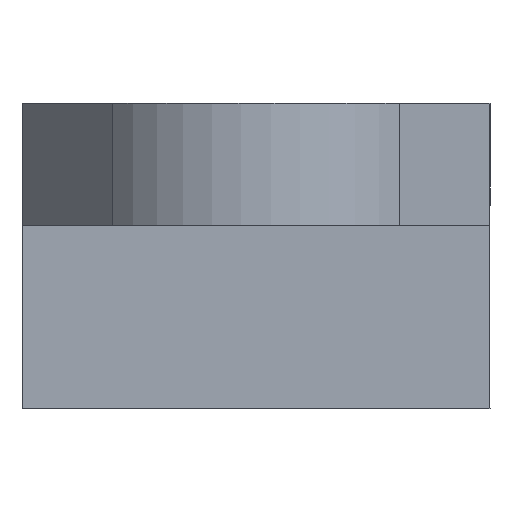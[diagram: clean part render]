
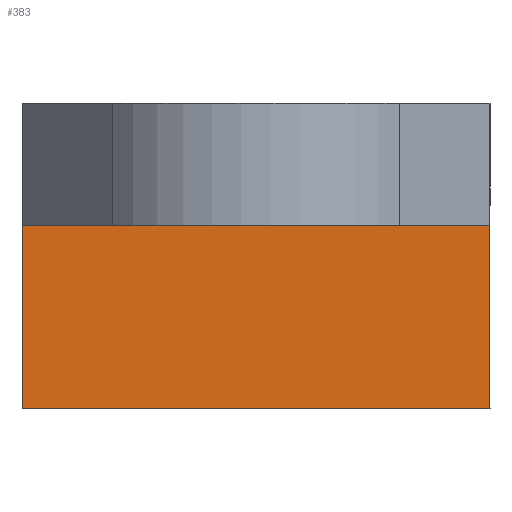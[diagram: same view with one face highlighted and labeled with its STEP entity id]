
A CAD part, front view. The second image highlights one B-rep face of the part: STEP entity #383.
In plain terms, the highlighted planar face has unit normal (0, -1, 0).
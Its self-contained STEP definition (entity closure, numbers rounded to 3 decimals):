
#37=ORIENTED_EDGE('',*,*,#149,.T.);
#38=ORIENTED_EDGE('',*,*,#150,.T.);
#39=ORIENTED_EDGE('',*,*,#151,.T.);
#40=ORIENTED_EDGE('',*,*,#152,.F.);
#149=EDGE_CURVE('',#205,#206,#241,.T.);
#150=EDGE_CURVE('',#206,#207,#242,.T.);
#151=EDGE_CURVE('',#207,#208,#243,.T.);
#152=EDGE_CURVE('',#205,#208,#244,.T.);
#205=VERTEX_POINT('',#562);
#206=VERTEX_POINT('',#563);
#207=VERTEX_POINT('',#565);
#208=VERTEX_POINT('',#567);
#241=LINE('',#561,#278);
#242=LINE('',#564,#279);
#243=LINE('',#566,#280);
#244=LINE('',#568,#281);
#278=VECTOR('',#456,1000.);
#279=VECTOR('',#457,1000.);
#280=VECTOR('',#458,1000.);
#281=VECTOR('',#459,1000.);
#315=EDGE_LOOP('',(#37,#38,#39,#40));
#341=FACE_BOUND('',#315,.T.);
#367=PLANE('',#418);
#383=ADVANCED_FACE('',(#341),#367,.F.);
#418=AXIS2_PLACEMENT_3D('',#560,#454,#455);
#454=DIRECTION('',(0.,1.,0.));
#455=DIRECTION('',(0.,0.,1.));
#456=DIRECTION('',(-1.,0.,0.));
#457=DIRECTION('',(0.,0.,-1.));
#458=DIRECTION('',(1.,0.,0.));
#459=DIRECTION('',(0.,0.,-1.));
#560=CARTESIAN_POINT('',(-27.25,-2.7,5.35));
#561=CARTESIAN_POINT('',(-27.25,-2.7,6.1));
#562=CARTESIAN_POINT('',(-15.75,-2.7,6.1));
#563=CARTESIAN_POINT('',(-27.25,-2.7,6.1));
#564=CARTESIAN_POINT('',(-27.25,-2.7,5.35));
#565=CARTESIAN_POINT('',(-27.25,-2.7,1.6));
#566=CARTESIAN_POINT('',(-27.25,-2.7,1.6));
#567=CARTESIAN_POINT('',(-15.75,-2.7,1.6));
#568=CARTESIAN_POINT('',(-15.75,-2.7,5.35));
